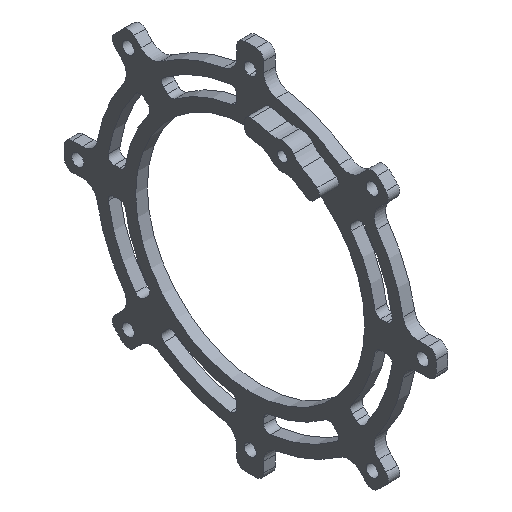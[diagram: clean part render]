
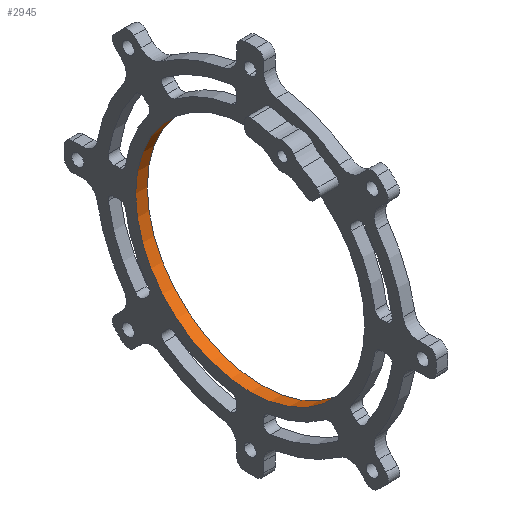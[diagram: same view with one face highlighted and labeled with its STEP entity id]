
A CAD part, isometric view. The second image highlights one B-rep face of the part: STEP entity #2945.
In plain terms, the highlighted cylindrical face has radius 29.55 mm (diameter 59.1 mm), a full revolution.
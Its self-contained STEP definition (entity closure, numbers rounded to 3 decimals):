
#270=LINE('',#5239,#474);
#474=VECTOR('',#4219,29.55);
#675=CIRCLE('',#3266,29.55);
#706=CIRCLE('',#3320,29.55);
#818=CYLINDRICAL_SURFACE('',#3319,29.55);
#960=FACE_OUTER_BOUND('',#1129,.T.);
#1129=EDGE_LOOP('',(#2602,#2603,#2604,#2605));
#1437=VERTEX_POINT('',#5133);
#1467=VERTEX_POINT('',#5238);
#1840=EDGE_CURVE('',#1437,#1437,#675,.T.);
#1892=EDGE_CURVE('',#1437,#1467,#270,.T.);
#1893=EDGE_CURVE('',#1467,#1467,#706,.T.);
#2602=ORIENTED_EDGE('',*,*,#1840,.F.);
#2603=ORIENTED_EDGE('',*,*,#1892,.T.);
#2604=ORIENTED_EDGE('',*,*,#1893,.T.);
#2605=ORIENTED_EDGE('',*,*,#1892,.F.);
#2945=ADVANCED_FACE('',(#960),#818,.F.);
#3266=AXIS2_PLACEMENT_3D('',#5134,#4090,#4091);
#3319=AXIS2_PLACEMENT_3D('',#5237,#4217,#4218);
#3320=AXIS2_PLACEMENT_3D('',#5240,#4220,#4221);
#4090=DIRECTION('center_axis',(1.,0.,0.));
#4091=DIRECTION('ref_axis',(0.,-1.,0.));
#4217=DIRECTION('center_axis',(-1.,0.,0.));
#4218=DIRECTION('ref_axis',(0.,-1.,0.));
#4219=DIRECTION('',(1.,0.,0.));
#4220=DIRECTION('center_axis',(1.,0.,0.));
#4221=DIRECTION('ref_axis',(0.,-1.,0.));
#5133=CARTESIAN_POINT('',(-38.7,99.55,-0.1));
#5134=CARTESIAN_POINT('Origin',(-38.7,70.,-0.1));
#5237=CARTESIAN_POINT('Origin',(-38.7,70.,-0.1));
#5238=CARTESIAN_POINT('',(-35.7,99.55,-0.1));
#5239=CARTESIAN_POINT('',(-38.7,99.55,-0.1));
#5240=CARTESIAN_POINT('Origin',(-35.7,70.,-0.1));
